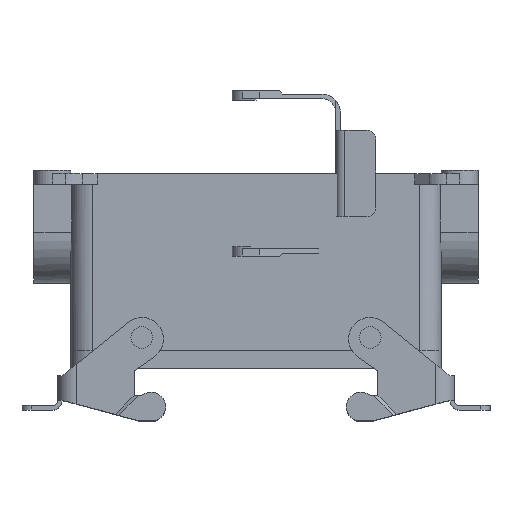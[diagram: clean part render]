
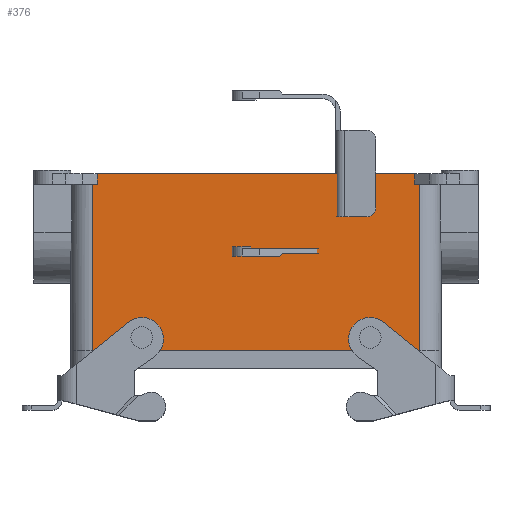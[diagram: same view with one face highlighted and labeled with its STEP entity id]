
A CAD part, top view. The second image highlights one B-rep face of the part: STEP entity #376.
In plain terms, the highlighted planar face has unit normal (0, 0, 1).
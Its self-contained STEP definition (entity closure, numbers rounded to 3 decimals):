
#376 = ADVANCED_FACE( '', ( #878, #879, #880 ), #881, .F. );
#878 = FACE_BOUND( '', #1524, .T. );
#879 = FACE_OUTER_BOUND( '', #1525, .T. );
#880 = FACE_BOUND( '', #1526, .T. );
#881 = PLANE( '', #1527 );
#1524 = EDGE_LOOP( '', ( #2558 ) );
#1525 = EDGE_LOOP( '', ( #2559, #2560, #2561, #2562, #2563, #2564, #2565, #2566 ) );
#1526 = EDGE_LOOP( '', ( #2567 ) );
#1527 = AXIS2_PLACEMENT_3D( '', #2568, #2569, #2570 );
#2558 = ORIENTED_EDGE( '', *, *, #3965, .F. );
#2559 = ORIENTED_EDGE( '', *, *, #3954, .T. );
#2560 = ORIENTED_EDGE( '', *, *, #3966, .F. );
#2561 = ORIENTED_EDGE( '', *, *, #3889, .T. );
#2562 = ORIENTED_EDGE( '', *, *, #3967, .T. );
#2563 = ORIENTED_EDGE( '', *, *, #3968, .F. );
#2564 = ORIENTED_EDGE( '', *, *, #3969, .F. );
#2565 = ORIENTED_EDGE( '', *, *, #3803, .T. );
#2566 = ORIENTED_EDGE( '', *, *, #3713, .T. );
#2567 = ORIENTED_EDGE( '', *, *, #3812, .F. );
#2568 = CARTESIAN_POINT( '', ( 0., -3.5, 21.5 ) );
#2569 = DIRECTION( '', ( 0., 0., -1. ) );
#2570 = DIRECTION( '', ( -1., 0., 0. ) );
#3713 = EDGE_CURVE( '', #4447, #4445, #4448, .T. );
#3803 = EDGE_CURVE( '', #4593, #4447, #4604, .T. );
#3812 = EDGE_CURVE( '', #4618, #4618, #4619, .F. );
#3889 = EDGE_CURVE( '', #4741, #4739, #4742, .T. );
#3954 = EDGE_CURVE( '', #4445, #4845, #4847, .T. );
#3965 = EDGE_CURVE( '', #4861, #4861, #4862, .F. );
#3966 = EDGE_CURVE( '', #4741, #4845, #4863, .T. );
#3967 = EDGE_CURVE( '', #4739, #4864, #4865, .T. );
#3968 = EDGE_CURVE( '', #4866, #4864, #4867, .T. );
#3969 = EDGE_CURVE( '', #4593, #4866, #4868, .T. );
#4445 = VERTEX_POINT( '', #5485 );
#4447 = VERTEX_POINT( '', #5488 );
#4448 = LINE( '', #5489, #5490 );
#4593 = VERTEX_POINT( '', #5717 );
#4604 = LINE( '', #5731, #5732 );
#4618 = VERTEX_POINT( '', #5746 );
#4619 = CIRCLE( '', #5747, 2.45 );
#4739 = VERTEX_POINT( '', #5918 );
#4741 = VERTEX_POINT( '', #5920 );
#4742 = LINE( '', #5921, #5922 );
#4845 = VERTEX_POINT( '', #6068 );
#4847 = LINE( '', #6071, #6072 );
#4861 = VERTEX_POINT( '', #6090 );
#4862 = CIRCLE( '', #6091, 2.45 );
#4863 = LINE( '', #6092, #6093 );
#4864 = VERTEX_POINT( '', #6094 );
#4865 = LINE( '', #6095, #6096 );
#4866 = VERTEX_POINT( '', #6097 );
#4867 = LINE( '', #6098, #6099 );
#4868 = LINE( '', #6100, #6101 );
#5485 = CARTESIAN_POINT( '', ( 51.486, 0., 21.5 ) );
#5488 = CARTESIAN_POINT( '', ( 51.486, -3.5, 21.5 ) );
#5489 = CARTESIAN_POINT( '', ( 51.486, -3.5, 21.5 ) );
#5490 = VECTOR( '', #6849, 1000. );
#5717 = CARTESIAN_POINT( '', ( 53., -3.5, 21.5 ) );
#5731 = CARTESIAN_POINT( '', ( -61.8, -3.5, 21.5 ) );
#5732 = VECTOR( '', #6980, 1000. );
#5746 = CARTESIAN_POINT( '', ( -39.45, -53.101, 21.5 ) );
#5747 = AXIS2_PLACEMENT_3D( '', #6996, #6997, #6998 );
#5918 = CARTESIAN_POINT( '', ( -53., -3.5, 21.5 ) );
#5920 = CARTESIAN_POINT( '', ( -51.486, -3.5, 21.5 ) );
#5921 = CARTESIAN_POINT( '', ( -61.8, -3.5, 21.5 ) );
#5922 = VECTOR( '', #7086, 1000. );
#6068 = CARTESIAN_POINT( '', ( -51.486, 0., 21.5 ) );
#6071 = CARTESIAN_POINT( '', ( 0., 0., 21.5 ) );
#6072 = VECTOR( '', #7174, 1000. );
#6090 = CARTESIAN_POINT( '', ( 34.55, -53.101, 21.5 ) );
#6091 = AXIS2_PLACEMENT_3D( '', #7188, #7189, #7190 );
#6092 = CARTESIAN_POINT( '', ( -51.486, -3.5, 21.5 ) );
#6093 = VECTOR( '', #7191, 1000. );
#6094 = CARTESIAN_POINT( '', ( -53., -57.4, 21.5 ) );
#6095 = CARTESIAN_POINT( '', ( -53., 108.116, 21.5 ) );
#6096 = VECTOR( '', #7192, 1000. );
#6097 = CARTESIAN_POINT( '', ( 53., -57.4, 21.5 ) );
#6098 = CARTESIAN_POINT( '', ( -53., -57.4, 21.5 ) );
#6099 = VECTOR( '', #7193, 1000. );
#6100 = CARTESIAN_POINT( '', ( 53., 108.116, 21.5 ) );
#6101 = VECTOR( '', #7194, 1000. );
#6849 = DIRECTION( '', ( 0., 1., 0. ) );
#6980 = DIRECTION( '', ( -1., 0., 0. ) );
#6996 = CARTESIAN_POINT( '', ( -37., -53.101, 21.5 ) );
#6997 = DIRECTION( '', ( 0., 0., -1. ) );
#6998 = DIRECTION( '', ( -1., 0., 0. ) );
#7086 = DIRECTION( '', ( -1., 0., 0. ) );
#7174 = DIRECTION( '', ( -1., 0., 0. ) );
#7188 = CARTESIAN_POINT( '', ( 37., -53.101, 21.5 ) );
#7189 = DIRECTION( '', ( 0., 0., -1. ) );
#7190 = DIRECTION( '', ( -1., 0., 0. ) );
#7191 = DIRECTION( '', ( 0., 1., 0. ) );
#7192 = DIRECTION( '', ( 0., -1., 0. ) );
#7193 = DIRECTION( '', ( -1., 0., 0. ) );
#7194 = DIRECTION( '', ( 0., -1., 0. ) );
